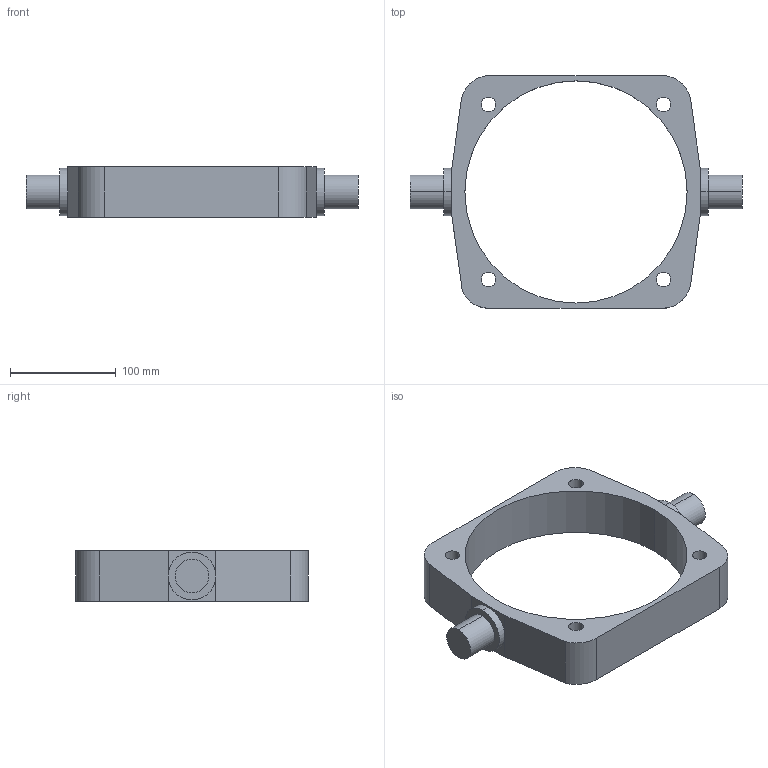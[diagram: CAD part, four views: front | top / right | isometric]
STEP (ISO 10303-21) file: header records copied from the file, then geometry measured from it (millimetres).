
FILE_DESCRIPTION (( 'STEP AP214' ), '1' );
FILE_NAME ('PNS 200 OEB-CTM.STEP', '2010-08-10T12:55:19', ( '' ), ( '' ), 'SwSTEP 2.0', 'SolidWorks 2010', '' );
FILE_SCHEMA (( 'AUTOMOTIVE_DESIGN' ));
Length unit declared in the file: millimetre
Products named in the file (1): PNS  200  OEB-CTM
Bounding box: 314 x 220 x 48 mm (x, y, z)
Volume: 738361.8 mm3; surface area: 116082.7 mm2
Topology: 1 solids, 1 shells, 38 faces, 98 edges, 64 vertices
Faces by surface type: cylinder 22, plane 16
Entity records: 1320 total; most frequent: DIRECTION 224, CARTESIAN_POINT 201, ORIENTED_EDGE 196, EDGE_CURVE 98, AXIS2_PLACEMENT_3D 87, VERTEX_POINT 64, LINE 50, EDGE_LOOP 50
